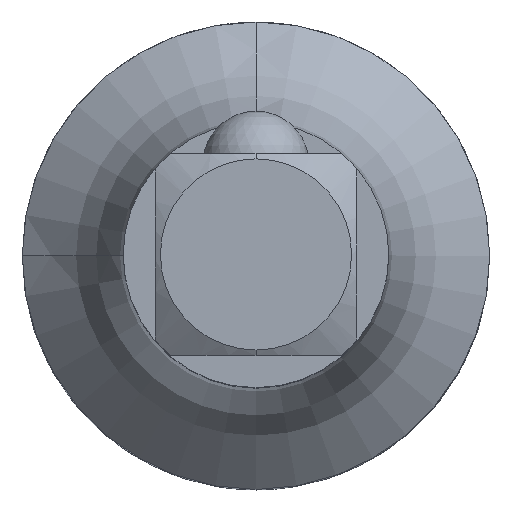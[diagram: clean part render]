
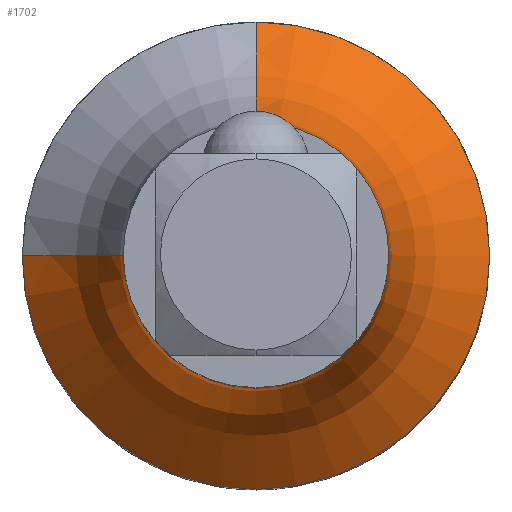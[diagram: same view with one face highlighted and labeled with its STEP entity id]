
A CAD part, top view. The second image highlights one B-rep face of the part: STEP entity #1702.
In plain terms, the highlighted toroidal (fillet/blend) face has major radius 16.25 mm and minor radius 10 mm.
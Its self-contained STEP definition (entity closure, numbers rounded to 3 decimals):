
#372=CARTESIAN_POINT('',(0.,0.,24.011));
#373=DIRECTION('',(0.,0.,1.));
#374=DIRECTION('',(-1.,0.,0.));
#375=AXIS2_PLACEMENT_3D('',#372,#373,#374);
#410=CARTESIAN_POINT('',(0.,0.,24.011));
#411=DIRECTION('',(0.,0.,1.));
#412=DIRECTION('',(0.,-1.,0.));
#413=AXIS2_PLACEMENT_3D('',#410,#411,#412);
#418=CARTESIAN_POINT('',(0.,0.,15.5));
#419=DIRECTION('',(0.,0.,-1.));
#420=DIRECTION('',(1.,0.,0.));
#421=AXIS2_PLACEMENT_3D('',#418,#419,#420);
#426=CARTESIAN_POINT('',(-16.25,0.,24.011));
#427=DIRECTION('',(0.,-1.,0.));
#428=DIRECTION('',(0.525,0.,-0.851));
#429=AXIS2_PLACEMENT_3D('',#426,#427,#428);
#434=CARTESIAN_POINT('',(0.,16.25,24.011));
#435=DIRECTION('',(-1.,0.,0.));
#436=DIRECTION('',(0.,-0.525,-0.851));
#437=AXIS2_PLACEMENT_3D('',#434,#435,#436);
#479=CARTESIAN_POINT('',(0.,0.,15.5));
#480=DIRECTION('',(0.,0.,1.));
#481=DIRECTION('',(1.,0.,0.));
#482=AXIS2_PLACEMENT_3D('',#479,#480,#481);
#1346=CARTESIAN_POINT('',(11.,0.,15.5));
#1347=CARTESIAN_POINT('',(0.,11.,15.5));
#1348=VERTEX_POINT('',#1346);
#1349=VERTEX_POINT('',#1347);
#1350=CARTESIAN_POINT('',(-11.,0.,15.5));
#1351=VERTEX_POINT('',#1350);
#1352=CARTESIAN_POINT('',(0.,6.25,24.011));
#1353=CARTESIAN_POINT('',(-6.25,0.,24.011));
#1354=VERTEX_POINT('',#1352);
#1355=VERTEX_POINT('',#1353);
#1356=CARTESIAN_POINT('',(0.,-6.25,24.011));
#1357=VERTEX_POINT('',#1356);
#1685=CARTESIAN_POINT('',(0.,0.,24.011));
#1686=DIRECTION('',(0.,0.,1.));
#1687=DIRECTION('',(-0.014,-1.,0.));
#1688=AXIS2_PLACEMENT_3D('',#1685,#1686,#1687);
#1689=TOROIDAL_SURFACE('',#1688,16.25,10.);
#1690=ORIENTED_EDGE('',*,*,#1679,.T.);
#1692=ORIENTED_EDGE('',*,*,#1691,.F.);
#1694=ORIENTED_EDGE('',*,*,#1693,.F.);
#1696=ORIENTED_EDGE('',*,*,#1695,.T.);
#1698=ORIENTED_EDGE('',*,*,#1697,.T.);
#1699=ORIENTED_EDGE('',*,*,#1663,.T.);
#1700=EDGE_LOOP('',(#1690,#1692,#1694,#1696,#1698,#1699));
#1701=FACE_OUTER_BOUND('',#1700,.F.);
#1702=ADVANCED_FACE('',(#1701),#1689,.F.);
#376=CIRCLE('',#375,6.25);
#414=CIRCLE('',#413,6.25);
#422=CIRCLE('',#421,11.);
#430=CIRCLE('',#429,10.);
#438=CIRCLE('',#437,10.);
#483=CIRCLE('',#482,11.);
#1663=EDGE_CURVE('',#1355,#1357,#376,.T.);
#1679=EDGE_CURVE('',#1357,#1354,#414,.T.);
#1691=EDGE_CURVE('',#1349,#1354,#438,.T.);
#1693=EDGE_CURVE('',#1348,#1349,#483,.T.);
#1695=EDGE_CURVE('',#1348,#1351,#422,.T.);
#1697=EDGE_CURVE('',#1351,#1355,#430,.T.);
